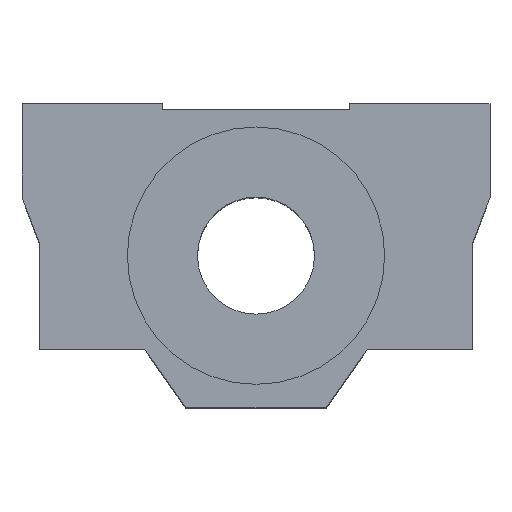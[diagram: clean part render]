
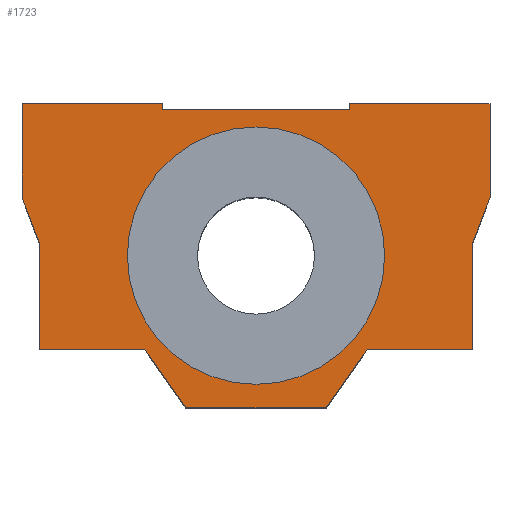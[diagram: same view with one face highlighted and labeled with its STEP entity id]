
A CAD part, top view. The second image highlights one B-rep face of the part: STEP entity #1723.
In plain terms, the highlighted planar face has unit normal (0, 0, 1).
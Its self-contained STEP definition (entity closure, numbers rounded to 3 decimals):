
#18 = LINE ( 'NONE', #10749, #14855 ) ;
#254 = CARTESIAN_POINT ( 'NONE',  ( 0., -12.5, 17.5 ) ) ;
#292 = AXIS2_PLACEMENT_3D ( 'NONE', #6416, #9133, #4141 ) ;
#365 = VECTOR ( 'NONE', #13413, 1000. ) ;
#383 = VERTEX_POINT ( 'NONE', #13787 ) ;
#654 = VERTEX_POINT ( 'NONE', #11977 ) ;
#668 = VECTOR ( 'NONE', #15206, 1000. ) ;
#737 = LINE ( 'NONE', #8092, #13563 ) ;
#763 = EDGE_CURVE ( 'NONE', #6279, #14591, #5367, .T. ) ;
#826 = CARTESIAN_POINT ( 'NONE',  ( 8., 0., 17.5 ) ) ;
#837 = FACE_OUTER_BOUND ( 'NONE', #12997, .T. ) ;
#1044 = VECTOR ( 'NONE', #6525, 1000. ) ;
#1166 = CARTESIAN_POINT ( 'NONE',  ( 18.5, -11.5, 17.5 ) ) ;
#1284 = VERTEX_POINT ( 'NONE', #2353 ) ;
#1434 = EDGE_CURVE ( 'NONE', #5044, #8537, #7413, .T. ) ;
#1518 = DIRECTION ( 'NONE',  ( 1., 0., 0. ) ) ;
#1686 = VECTOR ( 'NONE', #14773, 1000. ) ;
#1723 = ADVANCED_FACE ( 'NONE', ( #10227, #837 ), #12747, .T. ) ;
#1801 = VECTOR ( 'NONE', #11318, 1000. ) ;
#2019 = DIRECTION ( 'NONE',  ( 1., 0., 0. ) ) ;
#2070 = VERTEX_POINT ( 'NONE', #9886 ) ;
#2157 = DIRECTION ( 'NONE',  ( 1., 0., 0. ) ) ;
#2194 = EDGE_LOOP ( 'NONE', ( #4238, #3451 ) ) ;
#2278 = CARTESIAN_POINT ( 'NONE',  ( 8., 0.5, 17.5 ) ) ;
#2353 = CARTESIAN_POINT ( 'NONE',  ( 11., -12.5, 17.5 ) ) ;
#2518 = LINE ( 'NONE', #11906, #11299 ) ;
#2704 = VECTOR ( 'NONE', #13769, 1000. ) ;
#2875 = LINE ( 'NONE', #14694, #1801 ) ;
#3019 = VERTEX_POINT ( 'NONE', #3167 ) ;
#3105 = VERTEX_POINT ( 'NONE', #11203 ) ;
#3133 = ORIENTED_EDGE ( 'NONE', *, *, #14443, .T. ) ;
#3167 = CARTESIAN_POINT ( 'NONE',  ( -8., 0.5, 17.5 ) ) ;
#3412 = LINE ( 'NONE', #12881, #5364 ) ;
#3451 = ORIENTED_EDGE ( 'NONE', *, *, #11889, .F. ) ;
#3636 = VECTOR ( 'NONE', #8287, 1000. ) ;
#4025 = ORIENTED_EDGE ( 'NONE', *, *, #14887, .T. ) ;
#4133 = CARTESIAN_POINT ( 'NONE',  ( -18.5, -20.5, 17.5 ) ) ;
#4141 = DIRECTION ( 'NONE',  ( 1., 0., 0. ) ) ;
#4146 = VECTOR ( 'NONE', #12914, 1000. ) ;
#4180 = ORIENTED_EDGE ( 'NONE', *, *, #1434, .T. ) ;
#4195 = DIRECTION ( 'NONE',  ( 0., -1., 0. ) ) ;
#4238 = ORIENTED_EDGE ( 'NONE', *, *, #11566, .F. ) ;
#4241 = ORIENTED_EDGE ( 'NONE', *, *, #15221, .T. ) ;
#4266 = CARTESIAN_POINT ( 'NONE',  ( -8., 0., 17.5 ) ) ;
#4287 = EDGE_CURVE ( 'NONE', #11442, #11501, #14863, .T. ) ;
#4321 = EDGE_CURVE ( 'NONE', #13896, #6279, #12044, .T. ) ;
#4517 = EDGE_CURVE ( 'NONE', #7143, #11535, #15006, .T. ) ;
#4620 = CARTESIAN_POINT ( 'NONE',  ( -18.5, -11.5, 17.5 ) ) ;
#5044 = VERTEX_POINT ( 'NONE', #13633 ) ;
#5364 = VECTOR ( 'NONE', #5740, 1000. ) ;
#5367 = LINE ( 'NONE', #10143, #6179 ) ;
#5422 = VECTOR ( 'NONE', #4195, 1000. ) ;
#5520 = LINE ( 'NONE', #5761, #7517 ) ;
#5740 = DIRECTION ( 'NONE',  ( 0., 1., 0. ) ) ;
#5761 = CARTESIAN_POINT ( 'NONE',  ( 18.5, -20.5, 17.5 ) ) ;
#6179 = VECTOR ( 'NONE', #13465, 1000. ) ;
#6214 = EDGE_CURVE ( 'NONE', #11535, #9357, #7342, .T. ) ;
#6279 = VERTEX_POINT ( 'NONE', #7058 ) ;
#6416 = CARTESIAN_POINT ( 'NONE',  ( 0., -12.5, 17.5 ) ) ;
#6525 = DIRECTION ( 'NONE',  ( -1., 0., 0. ) ) ;
#6532 = ORIENTED_EDGE ( 'NONE', *, *, #8783, .T. ) ;
#7049 = CIRCLE ( 'NONE', #292, 11. ) ;
#7058 = CARTESIAN_POINT ( 'NONE',  ( 18.5, -11.5, 17.5 ) ) ;
#7143 = VERTEX_POINT ( 'NONE', #2278 ) ;
#7194 = EDGE_CURVE ( 'NONE', #654, #13896, #5520, .T. ) ;
#7304 = AXIS2_PLACEMENT_3D ( 'NONE', #254, #12241, #1518 ) ;
#7342 = LINE ( 'NONE', #10412, #668 ) ;
#7413 = LINE ( 'NONE', #9685, #1686 ) ;
#7517 = VECTOR ( 'NONE', #9044, 1000. ) ;
#7809 = CARTESIAN_POINT ( 'NONE',  ( -9.5, -20.5, 17.5 ) ) ;
#7890 = ORIENTED_EDGE ( 'NONE', *, *, #8598, .T. ) ;
#7934 = AXIS2_PLACEMENT_3D ( 'NONE', #9049, #15017, #2019 ) ;
#8038 = CARTESIAN_POINT ( 'NONE',  ( -18.5, -11.5, 17.5 ) ) ;
#8092 = CARTESIAN_POINT ( 'NONE',  ( -6., -25.5, 17.5 ) ) ;
#8287 = DIRECTION ( 'NONE',  ( 0., 1., 0. ) ) ;
#8319 = EDGE_CURVE ( 'NONE', #383, #3105, #737, .T. ) ;
#8442 = LINE ( 'NONE', #10563, #3636 ) ;
#8537 = VERTEX_POINT ( 'NONE', #12167 ) ;
#8598 = EDGE_CURVE ( 'NONE', #3019, #5044, #11217, .T. ) ;
#8613 = CARTESIAN_POINT ( 'NONE',  ( -20., -7.5, 17.5 ) ) ;
#8783 = EDGE_CURVE ( 'NONE', #13841, #11442, #10268, .T. ) ;
#8855 = CARTESIAN_POINT ( 'NONE',  ( -8., 0.5, 17.5 ) ) ;
#8878 = EDGE_CURVE ( 'NONE', #2070, #7143, #2518, .T. ) ;
#9044 = DIRECTION ( 'NONE',  ( 1., 0., 0. ) ) ;
#9049 = CARTESIAN_POINT ( 'NONE',  ( 0., 0., 17.5 ) ) ;
#9133 = DIRECTION ( 'NONE',  ( 0., 0., 1. ) ) ;
#9272 = EDGE_CURVE ( 'NONE', #3105, #654, #2875, .T. ) ;
#9357 = VERTEX_POINT ( 'NONE', #4266 ) ;
#9389 = DIRECTION ( 'NONE',  ( 0., -1., 0. ) ) ;
#9402 = ORIENTED_EDGE ( 'NONE', *, *, #763, .T. ) ;
#9464 = CARTESIAN_POINT ( 'NONE',  ( 20., -7.5, 17.5 ) ) ;
#9685 = CARTESIAN_POINT ( 'NONE',  ( -20., 0.5, 17.5 ) ) ;
#9708 = VERTEX_POINT ( 'NONE', #13411 ) ;
#9850 = DIRECTION ( 'NONE',  ( -1., 0., 0. ) ) ;
#9886 = CARTESIAN_POINT ( 'NONE',  ( 20., 0.5, 17.5 ) ) ;
#10143 = CARTESIAN_POINT ( 'NONE',  ( 20., -7.5, 17.5 ) ) ;
#10227 = FACE_BOUND ( 'NONE', #2194, .T. ) ;
#10268 = LINE ( 'NONE', #4620, #12058 ) ;
#10412 = CARTESIAN_POINT ( 'NONE',  ( 8., 0., 17.5 ) ) ;
#10474 = ORIENTED_EDGE ( 'NONE', *, *, #4287, .T. ) ;
#10563 = CARTESIAN_POINT ( 'NONE',  ( 20., 0.5, 17.5 ) ) ;
#10749 = CARTESIAN_POINT ( 'NONE',  ( -9.5, -20.5, 17.5 ) ) ;
#11203 = CARTESIAN_POINT ( 'NONE',  ( 6., -25.5, 17.5 ) ) ;
#11217 = LINE ( 'NONE', #8855, #1044 ) ;
#11299 = VECTOR ( 'NONE', #9850, 1000. ) ;
#11318 = DIRECTION ( 'NONE',  ( 0.573, 0.819, 0. ) ) ;
#11418 = CARTESIAN_POINT ( 'NONE',  ( 8., 0., 17.5 ) ) ;
#11441 = ORIENTED_EDGE ( 'NONE', *, *, #8319, .T. ) ;
#11442 = VERTEX_POINT ( 'NONE', #12135 ) ;
#11501 = VERTEX_POINT ( 'NONE', #7809 ) ;
#11535 = VERTEX_POINT ( 'NONE', #11418 ) ;
#11566 = EDGE_CURVE ( 'NONE', #1284, #9708, #7049, .T. ) ;
#11848 = DIRECTION ( 'NONE',  ( 0.573, -0.819, 0. ) ) ;
#11889 = EDGE_CURVE ( 'NONE', #9708, #1284, #12063, .T. ) ;
#11906 = CARTESIAN_POINT ( 'NONE',  ( 8., 0.5, 17.5 ) ) ;
#11977 = CARTESIAN_POINT ( 'NONE',  ( 9.5, -20.5, 17.5 ) ) ;
#12044 = LINE ( 'NONE', #1166, #4146 ) ;
#12058 = VECTOR ( 'NONE', #9389, 1000. ) ;
#12063 = CIRCLE ( 'NONE', #7304, 11. ) ;
#12135 = CARTESIAN_POINT ( 'NONE',  ( -18.5, -20.5, 17.5 ) ) ;
#12167 = CARTESIAN_POINT ( 'NONE',  ( -20., -7.5, 17.5 ) ) ;
#12241 = DIRECTION ( 'NONE',  ( 0., 0., 1. ) ) ;
#12382 = ORIENTED_EDGE ( 'NONE', *, *, #14724, .T. ) ;
#12747 = PLANE ( 'NONE',  #7934 ) ;
#12881 = CARTESIAN_POINT ( 'NONE',  ( -8., 0., 17.5 ) ) ;
#12914 = DIRECTION ( 'NONE',  ( 0., 1., 0. ) ) ;
#12988 = CARTESIAN_POINT ( 'NONE',  ( 18.5, -20.5, 17.5 ) ) ;
#12997 = EDGE_LOOP ( 'NONE', ( #7890, #4180, #4241, #6532, #10474, #3133, #11441, #14215, #14113, #13500, #9402, #12382, #15209, #12998, #15107, #4025 ) ) ;
#12998 = ORIENTED_EDGE ( 'NONE', *, *, #4517, .T. ) ;
#13411 = CARTESIAN_POINT ( 'NONE',  ( -11., -12.5, 17.5 ) ) ;
#13413 = DIRECTION ( 'NONE',  ( 0.351, -0.936, 0. ) ) ;
#13465 = DIRECTION ( 'NONE',  ( 0.351, 0.936, 0. ) ) ;
#13500 = ORIENTED_EDGE ( 'NONE', *, *, #4321, .T. ) ;
#13563 = VECTOR ( 'NONE', #2157, 1000. ) ;
#13633 = CARTESIAN_POINT ( 'NONE',  ( -20., 0.5, 17.5 ) ) ;
#13769 = DIRECTION ( 'NONE',  ( 1., 0., 0. ) ) ;
#13787 = CARTESIAN_POINT ( 'NONE',  ( -6., -25.5, 17.5 ) ) ;
#13841 = VERTEX_POINT ( 'NONE', #8038 ) ;
#13896 = VERTEX_POINT ( 'NONE', #12988 ) ;
#14113 = ORIENTED_EDGE ( 'NONE', *, *, #7194, .T. ) ;
#14215 = ORIENTED_EDGE ( 'NONE', *, *, #9272, .T. ) ;
#14443 = EDGE_CURVE ( 'NONE', #11501, #383, #18, .T. ) ;
#14591 = VERTEX_POINT ( 'NONE', #9464 ) ;
#14694 = CARTESIAN_POINT ( 'NONE',  ( 9.5, -20.5, 17.5 ) ) ;
#14724 = EDGE_CURVE ( 'NONE', #14591, #2070, #8442, .T. ) ;
#14728 = LINE ( 'NONE', #8613, #365 ) ;
#14773 = DIRECTION ( 'NONE',  ( 0., -1., 0. ) ) ;
#14855 = VECTOR ( 'NONE', #11848, 1000. ) ;
#14863 = LINE ( 'NONE', #4133, #2704 ) ;
#14887 = EDGE_CURVE ( 'NONE', #9357, #3019, #3412, .T. ) ;
#15006 = LINE ( 'NONE', #826, #5422 ) ;
#15017 = DIRECTION ( 'NONE',  ( 0., 0., 1. ) ) ;
#15107 = ORIENTED_EDGE ( 'NONE', *, *, #6214, .T. ) ;
#15206 = DIRECTION ( 'NONE',  ( -1., 0., 0. ) ) ;
#15209 = ORIENTED_EDGE ( 'NONE', *, *, #8878, .T. ) ;
#15221 = EDGE_CURVE ( 'NONE', #8537, #13841, #14728, .T. ) ;
